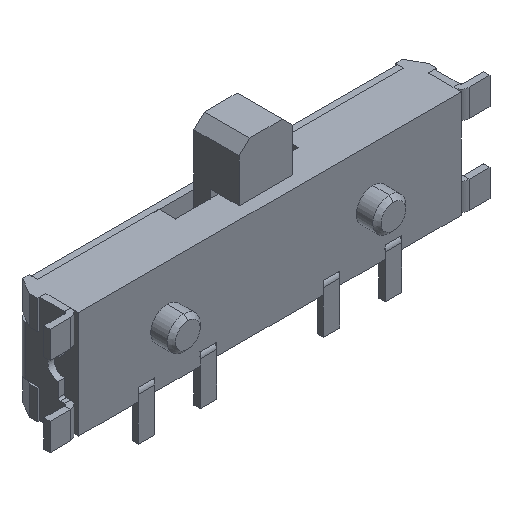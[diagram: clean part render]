
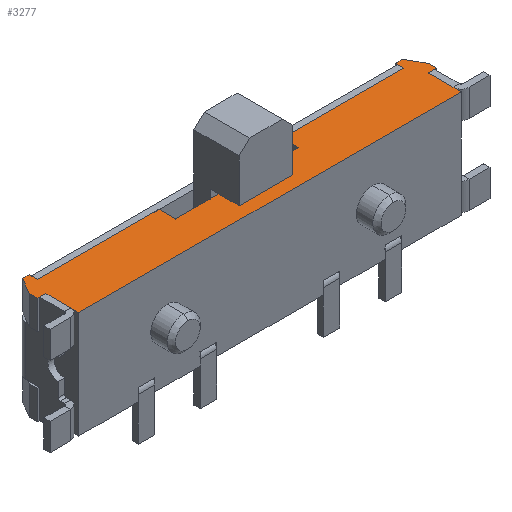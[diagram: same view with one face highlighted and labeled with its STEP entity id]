
A CAD part, isometric view. The second image highlights one B-rep face of the part: STEP entity #3277.
In plain terms, the highlighted planar face has unit normal (0, 0, 1).
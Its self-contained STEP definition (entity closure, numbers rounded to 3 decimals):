
#35 = VECTOR ( 'NONE', #4522, 1000. ) ;
#48 = VECTOR ( 'NONE', #2127, 1000. ) ;
#108 = CARTESIAN_POINT ( 'NONE',  ( 4.619, 1.4, 1.3 ) ) ;
#183 = CARTESIAN_POINT ( 'NONE',  ( 1.5, 1.2, 1.3 ) ) ;
#193 = EDGE_CURVE ( 'NONE', #3952, #2979, #1887, .T. ) ;
#205 = LINE ( 'NONE', #4879, #2145 ) ;
#342 = DIRECTION ( 'NONE',  ( 1., 0., 0. ) ) ;
#398 = ORIENTED_EDGE ( 'NONE', *, *, #5011, .F. ) ;
#453 = LINE ( 'NONE', #2039, #3246 ) ;
#480 = EDGE_CURVE ( 'NONE', #1009, #1492, #2503, .T. ) ;
#535 = EDGE_CURVE ( 'NONE', #5090, #4866, #1714, .T. ) ;
#570 = LINE ( 'NONE', #596, #1861 ) ;
#596 = CARTESIAN_POINT ( 'NONE',  ( 4.45, 1.2, 1.3 ) ) ;
#597 = ORIENTED_EDGE ( 'NONE', *, *, #2045, .T. ) ;
#609 = DIRECTION ( 'NONE',  ( 0., -1., 0. ) ) ;
#810 = VERTEX_POINT ( 'NONE', #4550 ) ;
#820 = VECTOR ( 'NONE', #4520, 1000. ) ;
#838 = CARTESIAN_POINT ( 'NONE',  ( 4.45, 1.2, 1.3 ) ) ;
#859 = EDGE_LOOP ( 'NONE', ( #4529, #3383, #1233, #2436, #3151, #597, #4037, #1490, #3679, #2615, #1895, #3109, #3265, #4807, #1776, #2349, #4562, #398 ) ) ;
#1009 = VERTEX_POINT ( 'NONE', #3963 ) ;
#1082 = CARTESIAN_POINT ( 'NONE',  ( 0., 0., 1.3 ) ) ;
#1107 = FACE_OUTER_BOUND ( 'NONE', #859, .T. ) ;
#1222 = CARTESIAN_POINT ( 'NONE',  ( -4.65, 0., 1.3 ) ) ;
#1233 = ORIENTED_EDGE ( 'NONE', *, *, #193, .T. ) ;
#1417 = DIRECTION ( 'NONE',  ( -1., 0., 0. ) ) ;
#1473 = EDGE_CURVE ( 'NONE', #5356, #3952, #570, .T. ) ;
#1490 = ORIENTED_EDGE ( 'NONE', *, *, #2285, .T. ) ;
#1492 = VERTEX_POINT ( 'NONE', #4860 ) ;
#1495 = VERTEX_POINT ( 'NONE', #183 ) ;
#1568 = LINE ( 'NONE', #2820, #820 ) ;
#1668 = EDGE_CURVE ( 'NONE', #2174, #4759, #2043, .T. ) ;
#1704 = DIRECTION ( 'NONE',  ( -1., 0., 0. ) ) ;
#1714 = LINE ( 'NONE', #838, #3982 ) ;
#1729 = VECTOR ( 'NONE', #4210, 1000. ) ;
#1731 = DIRECTION ( 'NONE',  ( -0.5, -0.866, 0. ) ) ;
#1776 = ORIENTED_EDGE ( 'NONE', *, *, #535, .T. ) ;
#1861 = VECTOR ( 'NONE', #1417, 1000. ) ;
#1887 = LINE ( 'NONE', #3655, #4380 ) ;
#1895 = ORIENTED_EDGE ( 'NONE', *, *, #3885, .T. ) ;
#1939 = CARTESIAN_POINT ( 'NONE',  ( 4.45, 1.4, 1.3 ) ) ;
#1998 = VECTOR ( 'NONE', #2308, 1000. ) ;
#2038 = CARTESIAN_POINT ( 'NONE',  ( -4.85, 1., 1.3 ) ) ;
#2039 = CARTESIAN_POINT ( 'NONE',  ( 4.45, 1.2, 1.3 ) ) ;
#2043 = LINE ( 'NONE', #3308, #4272 ) ;
#2045 = EDGE_CURVE ( 'NONE', #810, #4365, #3299, .T. ) ;
#2104 = CARTESIAN_POINT ( 'NONE',  ( 1.5, 0.8, 1.3 ) ) ;
#2108 = LINE ( 'NONE', #3058, #4987 ) ;
#2127 = DIRECTION ( 'NONE',  ( 0., 1., 0. ) ) ;
#2134 = DIRECTION ( 'NONE',  ( 0., -1., 0. ) ) ;
#2145 = VECTOR ( 'NONE', #4057, 1000. ) ;
#2174 = VERTEX_POINT ( 'NONE', #1222 ) ;
#2254 = LINE ( 'NONE', #3985, #4225 ) ;
#2285 = EDGE_CURVE ( 'NONE', #3358, #2174, #2108, .T. ) ;
#2308 = DIRECTION ( 'NONE',  ( 1., 0., 0. ) ) ;
#2349 = ORIENTED_EDGE ( 'NONE', *, *, #4424, .T. ) ;
#2375 = DIRECTION ( 'NONE',  ( 1., 0., 0. ) ) ;
#2436 = ORIENTED_EDGE ( 'NONE', *, *, #4840, .T. ) ;
#2457 = LINE ( 'NONE', #2904, #1729 ) ;
#2503 = LINE ( 'NONE', #4200, #5207 ) ;
#2534 = VECTOR ( 'NONE', #2375, 1000. ) ;
#2546 = CARTESIAN_POINT ( 'NONE',  ( -4.85, 0.8, 1.3 ) ) ;
#2552 = DIRECTION ( 'NONE',  ( 0., 1., 0. ) ) ;
#2615 = ORIENTED_EDGE ( 'NONE', *, *, #5101, .T. ) ;
#2668 = CARTESIAN_POINT ( 'NONE',  ( -1.5, 0.8, 1.3 ) ) ;
#2720 = CARTESIAN_POINT ( 'NONE',  ( -4.45, 1.4, 1.3 ) ) ;
#2753 = DIRECTION ( 'NONE',  ( 0., 1., 0. ) ) ;
#2771 = AXIS2_PLACEMENT_3D ( 'NONE', #1082, #2778, #3311 ) ;
#2778 = DIRECTION ( 'NONE',  ( 0., 0., 1. ) ) ;
#2820 = CARTESIAN_POINT ( 'NONE',  ( 4.85, 0.8, 1.3 ) ) ;
#2904 = CARTESIAN_POINT ( 'NONE',  ( -4.45, 1.4, 1.3 ) ) ;
#2926 = VERTEX_POINT ( 'NONE', #4863 ) ;
#2979 = VERTEX_POINT ( 'NONE', #2720 ) ;
#3058 = CARTESIAN_POINT ( 'NONE',  ( -4.65, 0.8, 1.3 ) ) ;
#3076 = LINE ( 'NONE', #4273, #4576 ) ;
#3109 = ORIENTED_EDGE ( 'NONE', *, *, #480, .T. ) ;
#3128 = CARTESIAN_POINT ( 'NONE',  ( -4.85, 0.8, 1.3 ) ) ;
#3150 = CARTESIAN_POINT ( 'NONE',  ( 4.65, 0.8, 1.3 ) ) ;
#3151 = ORIENTED_EDGE ( 'NONE', *, *, #4501, .T. ) ;
#3197 = PLANE ( 'NONE',  #2771 ) ;
#3202 = DIRECTION ( 'NONE',  ( 0., 1., 0. ) ) ;
#3215 = VERTEX_POINT ( 'NONE', #5319 ) ;
#3246 = VECTOR ( 'NONE', #1704, 1000. ) ;
#3265 = ORIENTED_EDGE ( 'NONE', *, *, #4031, .T. ) ;
#3277 = ADVANCED_FACE ( 'NONE', ( #1107 ), #3197, .T. ) ;
#3299 = LINE ( 'NONE', #2038, #35 ) ;
#3308 = CARTESIAN_POINT ( 'NONE',  ( -4.65, 0., 1.3 ) ) ;
#3311 = DIRECTION ( 'NONE',  ( 1., 0., 0. ) ) ;
#3358 = VERTEX_POINT ( 'NONE', #4638 ) ;
#3373 = VERTEX_POINT ( 'NONE', #2104 ) ;
#3383 = ORIENTED_EDGE ( 'NONE', *, *, #1473, .T. ) ;
#3427 = CARTESIAN_POINT ( 'NONE',  ( -4.45, 1.2, 1.3 ) ) ;
#3655 = CARTESIAN_POINT ( 'NONE',  ( -4.45, 1.2, 1.3 ) ) ;
#3679 = ORIENTED_EDGE ( 'NONE', *, *, #1668, .T. ) ;
#3740 = CARTESIAN_POINT ( 'NONE',  ( 4.65, 0., 1.3 ) ) ;
#3751 = VECTOR ( 'NONE', #5161, 1000. ) ;
#3802 = CARTESIAN_POINT ( 'NONE',  ( 1.5, 1.2, 1.3 ) ) ;
#3843 = DIRECTION ( 'NONE',  ( 0., -1., 0. ) ) ;
#3867 = VECTOR ( 'NONE', #609, 1000. ) ;
#3885 = EDGE_CURVE ( 'NONE', #5061, #1009, #1568, .T. ) ;
#3922 = CARTESIAN_POINT ( 'NONE',  ( -1.5, 1.2, 1.3 ) ) ;
#3928 = LINE ( 'NONE', #5216, #3751 ) ;
#3952 = VERTEX_POINT ( 'NONE', #3427 ) ;
#3963 = CARTESIAN_POINT ( 'NONE',  ( 4.85, 0.8, 1.3 ) ) ;
#3975 = VERTEX_POINT ( 'NONE', #108 ) ;
#3982 = VECTOR ( 'NONE', #2134, 1000. ) ;
#3985 = CARTESIAN_POINT ( 'NONE',  ( 4.65, 0.8, 1.3 ) ) ;
#4031 = EDGE_CURVE ( 'NONE', #1492, #3975, #3928, .T. ) ;
#4037 = ORIENTED_EDGE ( 'NONE', *, *, #4635, .T. ) ;
#4057 = DIRECTION ( 'NONE',  ( -1., 0., 0. ) ) ;
#4200 = CARTESIAN_POINT ( 'NONE',  ( 4.85, 1., 1.3 ) ) ;
#4210 = DIRECTION ( 'NONE',  ( -1., 0., 0. ) ) ;
#4225 = VECTOR ( 'NONE', #3202, 1000. ) ;
#4272 = VECTOR ( 'NONE', #342, 1000. ) ;
#4273 = CARTESIAN_POINT ( 'NONE',  ( -4.619, 1.4, 1.3 ) ) ;
#4299 = EDGE_CURVE ( 'NONE', #3975, #5090, #205, .T. ) ;
#4365 = VERTEX_POINT ( 'NONE', #2546 ) ;
#4380 = VECTOR ( 'NONE', #2753, 1000. ) ;
#4398 = EDGE_CURVE ( 'NONE', #3373, #1495, #5071, .T. ) ;
#4424 = EDGE_CURVE ( 'NONE', #4866, #1495, #453, .T. ) ;
#4459 = CARTESIAN_POINT ( 'NONE',  ( -1.5, 1.2, 1.3 ) ) ;
#4501 = EDGE_CURVE ( 'NONE', #3215, #810, #3076, .T. ) ;
#4520 = DIRECTION ( 'NONE',  ( 1., 0., 0. ) ) ;
#4522 = DIRECTION ( 'NONE',  ( 0., -1., 0. ) ) ;
#4529 = ORIENTED_EDGE ( 'NONE', *, *, #4696, .F. ) ;
#4550 = CARTESIAN_POINT ( 'NONE',  ( -4.85, 1., 1.3 ) ) ;
#4562 = ORIENTED_EDGE ( 'NONE', *, *, #4398, .F. ) ;
#4576 = VECTOR ( 'NONE', #1731, 1000. ) ;
#4635 = EDGE_CURVE ( 'NONE', #4365, #3358, #4926, .T. ) ;
#4638 = CARTESIAN_POINT ( 'NONE',  ( -4.65, 0.8, 1.3 ) ) ;
#4696 = EDGE_CURVE ( 'NONE', #5356, #2926, #4901, .T. ) ;
#4759 = VERTEX_POINT ( 'NONE', #3740 ) ;
#4807 = ORIENTED_EDGE ( 'NONE', *, *, #4299, .T. ) ;
#4813 = LINE ( 'NONE', #2668, #1998 ) ;
#4840 = EDGE_CURVE ( 'NONE', #2979, #3215, #2457, .T. ) ;
#4860 = CARTESIAN_POINT ( 'NONE',  ( 4.85, 1., 1.3 ) ) ;
#4863 = CARTESIAN_POINT ( 'NONE',  ( -1.5, 0.8, 1.3 ) ) ;
#4866 = VERTEX_POINT ( 'NONE', #5363 ) ;
#4879 = CARTESIAN_POINT ( 'NONE',  ( 4.45, 1.4, 1.3 ) ) ;
#4901 = LINE ( 'NONE', #4459, #3867 ) ;
#4926 = LINE ( 'NONE', #3128, #2534 ) ;
#4987 = VECTOR ( 'NONE', #3843, 1000. ) ;
#5011 = EDGE_CURVE ( 'NONE', #2926, #3373, #4813, .T. ) ;
#5061 = VERTEX_POINT ( 'NONE', #3150 ) ;
#5071 = LINE ( 'NONE', #3802, #48 ) ;
#5090 = VERTEX_POINT ( 'NONE', #1939 ) ;
#5101 = EDGE_CURVE ( 'NONE', #4759, #5061, #2254, .T. ) ;
#5161 = DIRECTION ( 'NONE',  ( -0.5, 0.866, 0. ) ) ;
#5207 = VECTOR ( 'NONE', #2552, 1000. ) ;
#5216 = CARTESIAN_POINT ( 'NONE',  ( 4.619, 1.4, 1.3 ) ) ;
#5319 = CARTESIAN_POINT ( 'NONE',  ( -4.619, 1.4, 1.3 ) ) ;
#5356 = VERTEX_POINT ( 'NONE', #3922 ) ;
#5363 = CARTESIAN_POINT ( 'NONE',  ( 4.45, 1.2, 1.3 ) ) ;
